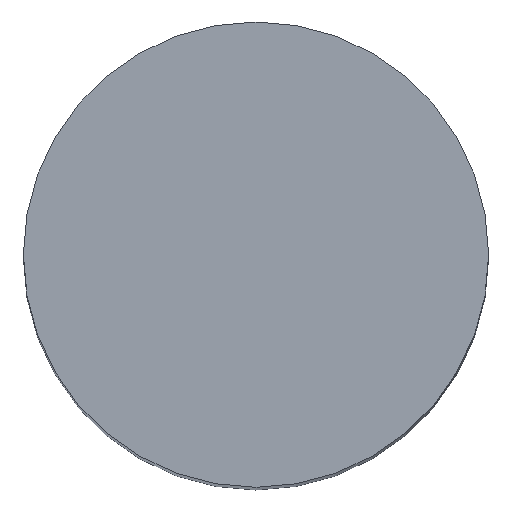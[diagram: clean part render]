
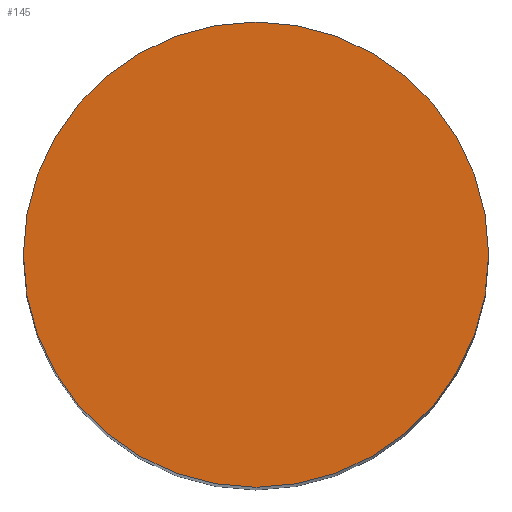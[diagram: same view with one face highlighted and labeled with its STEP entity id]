
A CAD part, top view. The second image highlights one B-rep face of the part: STEP entity #145.
In plain terms, the highlighted planar face has unit normal (0, 0, 1).
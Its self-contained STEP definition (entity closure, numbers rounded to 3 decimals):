
#10 = VERTEX_POINT ( 'NONE', #40 ) ;
#15 = DIRECTION ( 'NONE',  ( 0., 0., 1. ) ) ;
#26 = CARTESIAN_POINT ( 'NONE',  ( 0., 0., 100. ) ) ;
#40 = CARTESIAN_POINT ( 'NONE',  ( 15., 0., 100. ) ) ;
#42 = CARTESIAN_POINT ( 'NONE',  ( 0., 0., 100. ) ) ;
#61 = DIRECTION ( 'NONE',  ( 0., 0., 1. ) ) ;
#64 = AXIS2_PLACEMENT_3D ( 'NONE', #133, #157, #96 ) ;
#69 = AXIS2_PLACEMENT_3D ( 'NONE', #26, #61, #120 ) ;
#80 = CIRCLE ( 'NONE', #69, 15. ) ;
#96 = DIRECTION ( 'NONE',  ( 1., 0., 0. ) ) ;
#102 = EDGE_LOOP ( 'NONE', ( #115, #141 ) ) ;
#107 = FACE_OUTER_BOUND ( 'NONE', #102, .T. ) ;
#115 = ORIENTED_EDGE ( 'NONE', *, *, #154, .T. ) ;
#120 = DIRECTION ( 'NONE',  ( 1., 0., 0. ) ) ;
#129 = DIRECTION ( 'NONE',  ( 1., 0., 0. ) ) ;
#130 = AXIS2_PLACEMENT_3D ( 'NONE', #42, #15, #129 ) ;
#133 = CARTESIAN_POINT ( 'NONE',  ( 0., 0., 100. ) ) ;
#141 = ORIENTED_EDGE ( 'NONE', *, *, #172, .T. ) ;
#142 = VERTEX_POINT ( 'NONE', #173 ) ;
#145 = ADVANCED_FACE ( 'NONE', ( #107 ), #175, .T. ) ;
#154 = EDGE_CURVE ( 'NONE', #142, #10, #162, .T. ) ;
#157 = DIRECTION ( 'NONE',  ( 0., 0., 1. ) ) ;
#162 = CIRCLE ( 'NONE', #130, 15. ) ;
#172 = EDGE_CURVE ( 'NONE', #10, #142, #80, .T. ) ;
#173 = CARTESIAN_POINT ( 'NONE',  ( -15., 0., 100. ) ) ;
#175 = PLANE ( 'NONE',  #64 ) ;
